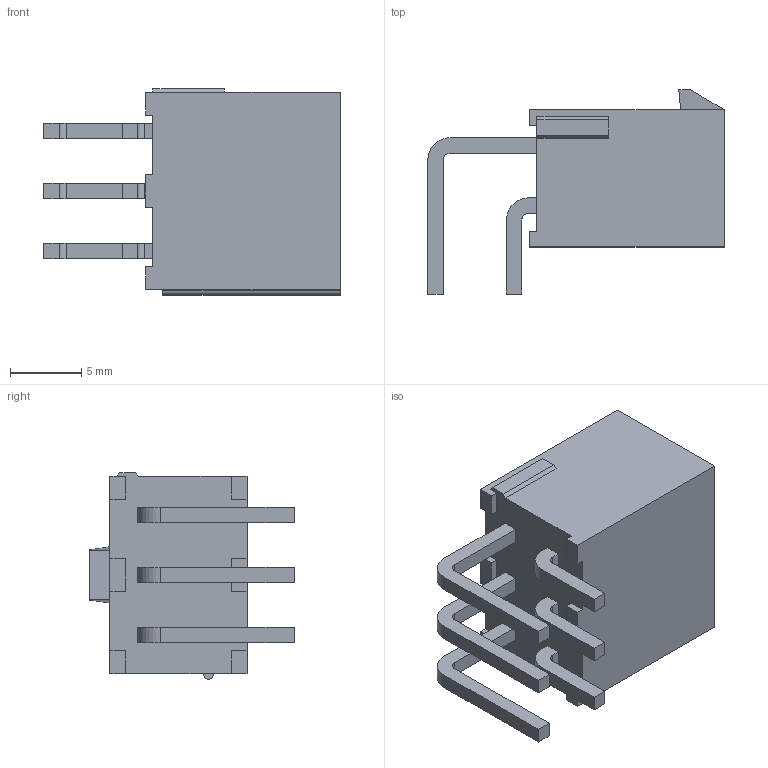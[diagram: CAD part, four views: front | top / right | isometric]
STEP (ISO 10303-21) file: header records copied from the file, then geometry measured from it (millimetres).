
FILE_DESCRIPTION((''),'2;1');
FILE_NAME('469911006','2014-02-04T',('me'),(''),'PRO/ENGINEER BY PARAMETRIC TECHNOLOGY CORPORATION, 2011490','PRO/ENGINEER BY PARAMETRIC TECHNOLOGY CORPORATION, 2011490','');
FILE_SCHEMA(('CONFIG_CONTROL_DESIGN'));
Length unit declared in the file: millimetre
Products named in the file (1): 469911006
Bounding box: 20.73 x 14.3 x 14.45 mm (x, y, z)
Volume: 1193 mm3; surface area: 2121.6 mm2
Topology: 1 solids, 1 shells, 159 faces, 427 edges, 288 vertices
Faces by surface type: plane 146, cylinder 13
Entity records: 4936 total; most frequent: CARTESIAN_POINT 863, ORIENTED_EDGE 830, DIRECTION 785, EDGE_CURVE 415, VECTOR 389, LINE 389, VERTEX_POINT 276, AXIS2_PLACEMENT_3D 198
